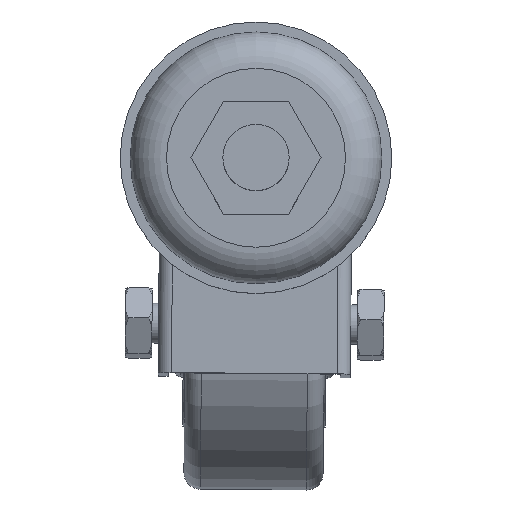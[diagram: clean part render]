
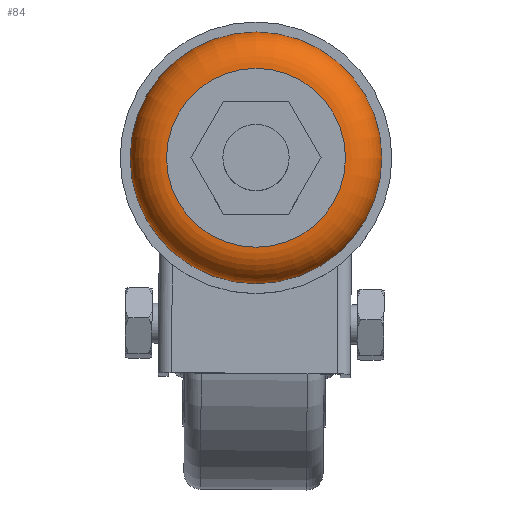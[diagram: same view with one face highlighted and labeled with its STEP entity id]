
A CAD part, top view. The second image highlights one B-rep face of the part: STEP entity #84.
In plain terms, the highlighted toroidal (fillet/blend) face has major radius 13.5 mm and minor radius 5.5 mm.
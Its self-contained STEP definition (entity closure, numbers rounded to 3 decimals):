
#56 = VERTEX_POINT('',#57);
#57 = CARTESIAN_POINT('',(19.,0.,-5.5));
#73 = EDGE_CURVE('',#56,#56,#74,.T.);
#74 = CIRCLE('',#75,19.);
#75 = AXIS2_PLACEMENT_3D('',#76,#77,#78);
#76 = CARTESIAN_POINT('',(0.,0.,-5.5));
#77 = DIRECTION('',(0.,0.,-1.));
#78 = DIRECTION('',(1.,0.,0.));
#84 = ADVANCED_FACE('',(#85),#105,.T.);
#85 = FACE_BOUND('',#86,.F.);
#86 = EDGE_LOOP('',(#87,#96,#97,#98));
#87 = ORIENTED_EDGE('',*,*,#88,.F.);
#88 = EDGE_CURVE('',#56,#89,#91,.T.);
#89 = VERTEX_POINT('',#90);
#90 = CARTESIAN_POINT('',(13.5,0.,0.));
#91 = CIRCLE('',#92,5.5);
#92 = AXIS2_PLACEMENT_3D('',#93,#94,#95);
#93 = CARTESIAN_POINT('',(13.5,0.,-5.5));
#94 = DIRECTION('',(0.,-1.,0.));
#95 = DIRECTION('',(1.,0.,0.));
#96 = ORIENTED_EDGE('',*,*,#73,.F.);
#97 = ORIENTED_EDGE('',*,*,#88,.T.);
#98 = ORIENTED_EDGE('',*,*,#99,.T.);
#99 = EDGE_CURVE('',#89,#89,#100,.T.);
#100 = CIRCLE('',#101,13.5);
#101 = AXIS2_PLACEMENT_3D('',#102,#103,#104);
#102 = CARTESIAN_POINT('',(0.,0.,0.));
#103 = DIRECTION('',(0.,0.,-1.));
#104 = DIRECTION('',(1.,0.,0.));
#105 = TOROIDAL_SURFACE('',#106,13.5,5.5);
#106 = AXIS2_PLACEMENT_3D('',#107,#108,#109);
#107 = CARTESIAN_POINT('',(0.,0.,-5.5));
#108 = DIRECTION('',(0.,0.,1.));
#109 = DIRECTION('',(1.,0.,0.));
